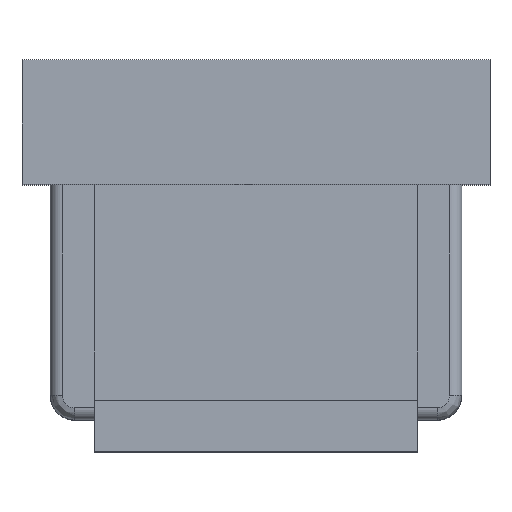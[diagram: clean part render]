
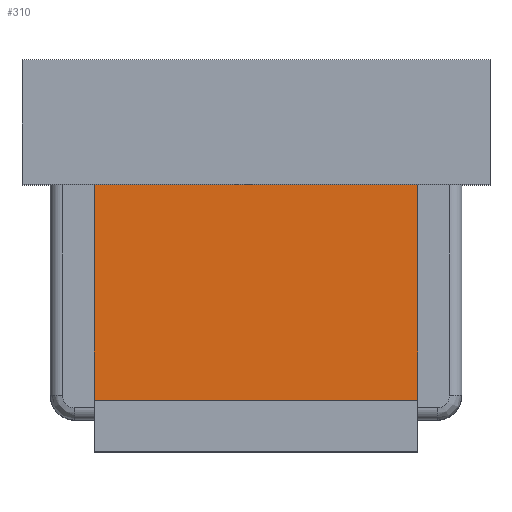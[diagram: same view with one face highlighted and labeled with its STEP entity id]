
A CAD part, top view. The second image highlights one B-rep face of the part: STEP entity #310.
In plain terms, the highlighted planar face has unit normal (0, 0, 1).
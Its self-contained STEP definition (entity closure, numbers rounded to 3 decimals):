
#26 = DIRECTION ( 'NONE',  ( 0., -1., 0. ) ) ;
#130 = VECTOR ( 'NONE', #26, 1000. ) ;
#163 = DIRECTION ( 'NONE',  ( 0., 0., -1. ) ) ;
#175 = EDGE_CURVE ( 'NONE', #735, #1547, #534, .T. ) ;
#262 = EDGE_CURVE ( 'NONE', #1547, #1695, #1861, .T. ) ;
#297 = VECTOR ( 'NONE', #1738, 1000. ) ;
#310 = ADVANCED_FACE ( 'NONE', ( #820 ), #777, .F. ) ;
#387 = CARTESIAN_POINT ( 'NONE',  ( 0.66, 1.08, 1.04 ) ) ;
#405 = DIRECTION ( 'NONE',  ( -1., 0., 0. ) ) ;
#534 = LINE ( 'NONE', #1302, #297 ) ;
#589 = CARTESIAN_POINT ( 'NONE',  ( -0.66, 0.2, 1.04 ) ) ;
#672 = ORIENTED_EDGE ( 'NONE', *, *, #826, .F. ) ;
#735 = VERTEX_POINT ( 'NONE', #387 ) ;
#777 = PLANE ( 'NONE',  #1133 ) ;
#800 = ORIENTED_EDGE ( 'NONE', *, *, #175, .T. ) ;
#820 = FACE_OUTER_BOUND ( 'NONE', #1375, .T. ) ;
#826 = EDGE_CURVE ( 'NONE', #735, #1287, #1600, .T. ) ;
#933 = CARTESIAN_POINT ( 'NONE',  ( -0.66, 1.08, 1.04 ) ) ;
#1110 = ORIENTED_EDGE ( 'NONE', *, *, #262, .T. ) ;
#1133 = AXIS2_PLACEMENT_3D ( 'NONE', #933, #163, #1232 ) ;
#1200 = CARTESIAN_POINT ( 'NONE',  ( -0.66, 1.08, 1.04 ) ) ;
#1232 = DIRECTION ( 'NONE',  ( -1., 0., 0. ) ) ;
#1247 = CARTESIAN_POINT ( 'NONE',  ( 0.66, 1.08, 1.04 ) ) ;
#1287 = VERTEX_POINT ( 'NONE', #1852 ) ;
#1302 = CARTESIAN_POINT ( 'NONE',  ( 0.955, 1.08, 1.04 ) ) ;
#1375 = EDGE_LOOP ( 'NONE', ( #672, #800, #1110, #1570 ) ) ;
#1547 = VERTEX_POINT ( 'NONE', #1200 ) ;
#1570 = ORIENTED_EDGE ( 'NONE', *, *, #1589, .F. ) ;
#1576 = VECTOR ( 'NONE', #405, 1000. ) ;
#1589 = EDGE_CURVE ( 'NONE', #1287, #1695, #1757, .T. ) ;
#1600 = LINE ( 'NONE', #1247, #1855 ) ;
#1646 = CARTESIAN_POINT ( 'NONE',  ( -0.66, 0.2, 1.04 ) ) ;
#1695 = VERTEX_POINT ( 'NONE', #589 ) ;
#1701 = CARTESIAN_POINT ( 'NONE',  ( -0.66, 1.08, 1.04 ) ) ;
#1738 = DIRECTION ( 'NONE',  ( -1., 0., 0. ) ) ;
#1757 = LINE ( 'NONE', #1646, #1576 ) ;
#1845 = DIRECTION ( 'NONE',  ( 0., -1., 0. ) ) ;
#1852 = CARTESIAN_POINT ( 'NONE',  ( 0.66, 0.2, 1.04 ) ) ;
#1855 = VECTOR ( 'NONE', #1845, 1000. ) ;
#1861 = LINE ( 'NONE', #1701, #130 ) ;
